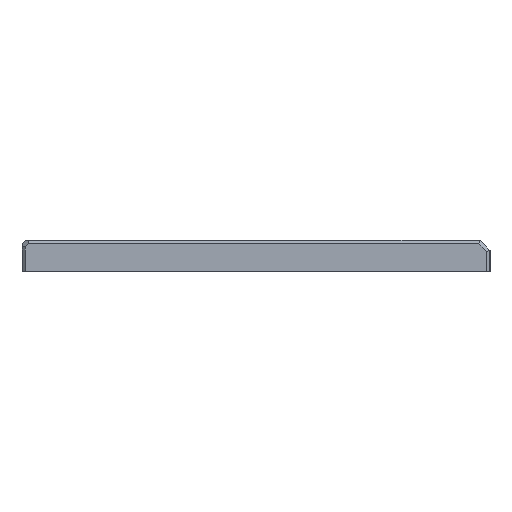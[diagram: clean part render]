
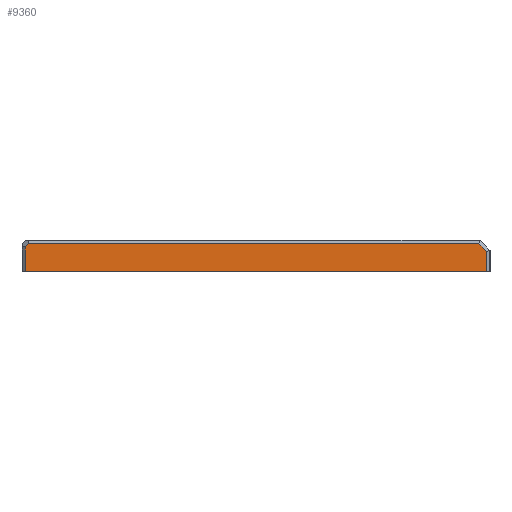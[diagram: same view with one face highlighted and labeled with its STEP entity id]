
A CAD part, left-side view. The second image highlights one B-rep face of the part: STEP entity #9360.
In plain terms, the highlighted planar face has unit normal (-1, 0, 0).
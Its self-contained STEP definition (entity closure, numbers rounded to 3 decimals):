
#328=PLANE('',#9965);
#847=FACE_OUTER_BOUND('',#1399,.T.);
#1399=EDGE_LOOP('',(#8543,#8544,#8545,#8546,#8547,#8548));
#1694=LINE('',#21262,#2540);
#2242=LINE('',#23870,#3088);
#2245=LINE('',#23874,#3091);
#2247=LINE('',#23878,#3093);
#2252=LINE('',#23887,#3098);
#2255=LINE('',#23892,#3101);
#2540=VECTOR('',#10704,10.);
#3088=VECTOR('',#11956,10.);
#3091=VECTOR('',#11961,10.);
#3093=VECTOR('',#11965,10.);
#3098=VECTOR('',#11976,10.);
#3101=VECTOR('',#11983,10.);
#4153=VERTEX_POINT('',#21248);
#4159=VERTEX_POINT('',#21260);
#4498=VERTEX_POINT('',#23867);
#4499=VERTEX_POINT('',#23869);
#4500=VERTEX_POINT('',#23877);
#4501=VERTEX_POINT('',#23886);
#5208=EDGE_CURVE('',#4153,#4159,#1694,.T.);
#5862=EDGE_CURVE('',#4498,#4499,#2242,.T.);
#5865=EDGE_CURVE('',#4153,#4498,#2245,.T.);
#5867=EDGE_CURVE('',#4499,#4500,#2247,.T.);
#5872=EDGE_CURVE('',#4500,#4501,#2252,.T.);
#5875=EDGE_CURVE('',#4501,#4159,#2255,.T.);
#8543=ORIENTED_EDGE('',*,*,#5208,.T.);
#8544=ORIENTED_EDGE('',*,*,#5875,.F.);
#8545=ORIENTED_EDGE('',*,*,#5872,.F.);
#8546=ORIENTED_EDGE('',*,*,#5867,.F.);
#8547=ORIENTED_EDGE('',*,*,#5862,.F.);
#8548=ORIENTED_EDGE('',*,*,#5865,.F.);
#9360=ADVANCED_FACE('',(#847),#328,.T.);
#9965=AXIS2_PLACEMENT_3D('',#23893,#11984,#11985);
#10704=DIRECTION('',(0.,-1.,0.));
#11956=DIRECTION('',(0.,-0.707,0.707));
#11961=DIRECTION('',(0.,0.,1.));
#11965=DIRECTION('',(0.,-1.,0.));
#11976=DIRECTION('',(0.,-0.707,-0.707));
#11983=DIRECTION('',(0.,0.,-1.));
#11984=DIRECTION('center_axis',(-1.,0.,0.));
#11985=DIRECTION('ref_axis',(0.,-1.,0.));
#21248=CARTESIAN_POINT('',(-179.081,70.781,-1.999));
#21260=CARTESIAN_POINT('',(-179.081,-68.781,-1.999));
#21262=CARTESIAN_POINT('',(-179.081,36.391,-1.999));
#23867=CARTESIAN_POINT('',(-179.081,70.781,5.5));
#23869=CARTESIAN_POINT('',(-179.081,69.781,6.5));
#23870=CARTESIAN_POINT('',(-179.081,72.656,3.625));
#23874=CARTESIAN_POINT('',(-179.081,70.781,0.));
#23877=CARTESIAN_POINT('',(-179.081,-66.367,6.5));
#23878=CARTESIAN_POINT('',(-179.081,36.391,6.5));
#23886=CARTESIAN_POINT('',(-179.081,-68.781,4.086));
#23887=CARTESIAN_POINT('',(-179.081,-34.059,38.809));
#23892=CARTESIAN_POINT('',(-179.081,-68.781,0.));
#23893=CARTESIAN_POINT('Origin',(-179.081,71.781,0.));
